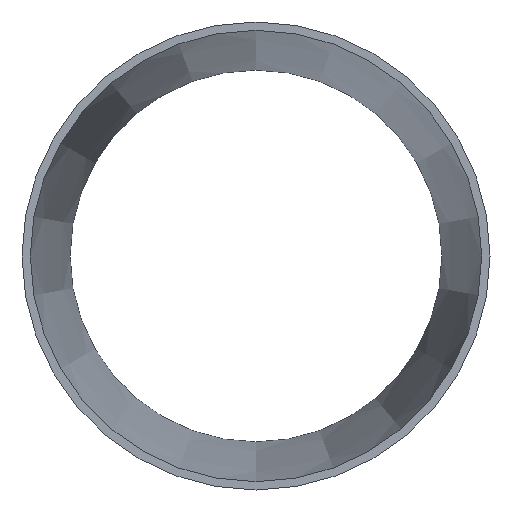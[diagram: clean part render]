
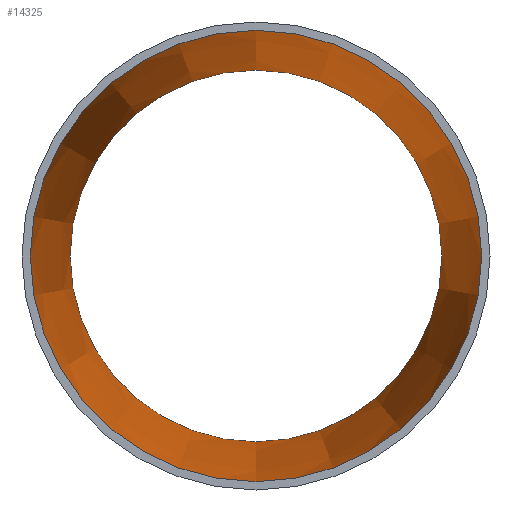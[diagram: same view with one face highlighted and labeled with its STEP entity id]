
A CAD part, front view. The second image highlights one B-rep face of the part: STEP entity #14325.
In plain terms, the highlighted conical face has half-angle 4.09 degrees and reference radius 81.142 mm.
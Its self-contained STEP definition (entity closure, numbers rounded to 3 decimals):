
#1517 = CARTESIAN_POINT ( 'NONE',  ( 0., 0., 0. ) ) ;
#2443 = CIRCLE ( 'NONE', #34220, 81.142 ) ;
#4913 = EDGE_CURVE ( 'NONE', #22168, #22168, #34223, .T. ) ;
#8487 = CARTESIAN_POINT ( 'NONE',  ( 0., 200., 0. ) ) ;
#8541 = DIRECTION ( 'NONE',  ( 0., -1., 0. ) ) ;
#12499 = DIRECTION ( 'NONE',  ( 0., -1., 0. ) ) ;
#13991 = AXIS2_PLACEMENT_3D ( 'NONE', #8487, #12499, #38964 ) ;
#14325 = ADVANCED_FACE ( 'NONE', ( #18019, #28853 ), #40182, .F. ) ;
#14718 = DIRECTION ( 'NONE',  ( 0., 0., -1. ) ) ;
#18019 = FACE_BOUND ( 'NONE', #31482, .T. ) ;
#18783 = CARTESIAN_POINT ( 'NONE',  ( 0., 0., 0. ) ) ;
#22168 = VERTEX_POINT ( 'NONE', #35938 ) ;
#23939 = CARTESIAN_POINT ( 'NONE',  ( 0., 0., -81.142 ) ) ;
#25338 = DIRECTION ( 'NONE',  ( 0., -1., 0. ) ) ;
#28853 = FACE_OUTER_BOUND ( 'NONE', #41064, .T. ) ;
#31482 = EDGE_LOOP ( 'NONE', ( #31579 ) ) ;
#31579 = ORIENTED_EDGE ( 'NONE', *, *, #4913, .F. ) ;
#34220 = AXIS2_PLACEMENT_3D ( 'NONE', #18783, #25338, #14718 ) ;
#34223 = CIRCLE ( 'NONE', #13991, 66.842 ) ;
#35938 = CARTESIAN_POINT ( 'NONE',  ( 0., 200., -66.842 ) ) ;
#36065 = DIRECTION ( 'NONE',  ( 0., 0., -1. ) ) ;
#37101 = ORIENTED_EDGE ( 'NONE', *, *, #37962, .T. ) ;
#37273 = VERTEX_POINT ( 'NONE', #23939 ) ;
#37962 = EDGE_CURVE ( 'NONE', #37273, #37273, #2443, .T. ) ;
#38964 = DIRECTION ( 'NONE',  ( 0., 0., -1. ) ) ;
#40182 = CONICAL_SURFACE ( 'NONE', #42339, 81.142, 0.071 ) ;
#41064 = EDGE_LOOP ( 'NONE', ( #37101 ) ) ;
#42339 = AXIS2_PLACEMENT_3D ( 'NONE', #1517, #8541, #36065 ) ;
